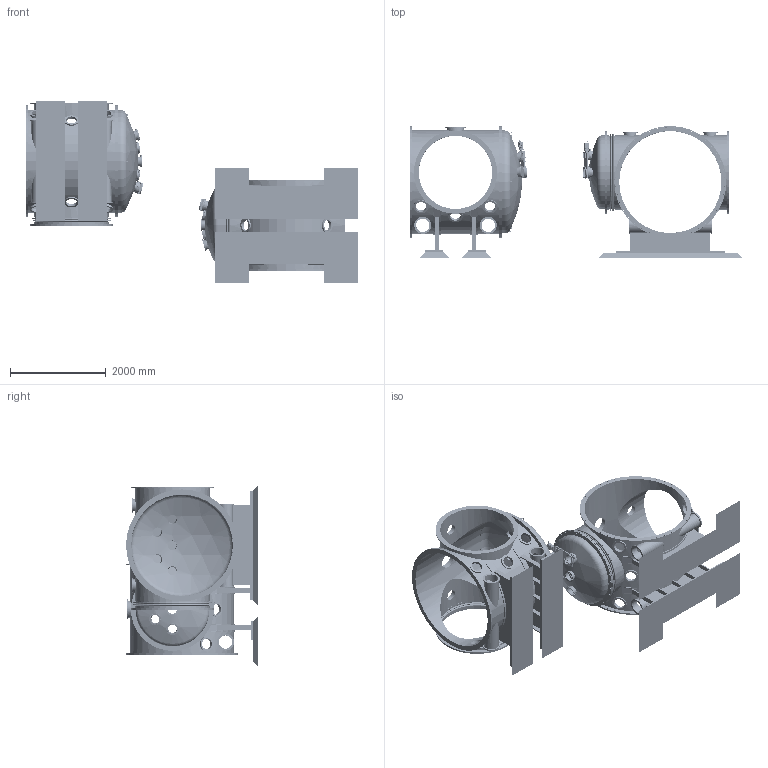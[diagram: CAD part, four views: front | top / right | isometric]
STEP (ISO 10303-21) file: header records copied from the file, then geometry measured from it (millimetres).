
FILE_DESCRIPTION (( 'STEP AP214' ), '1' );
FILE_NAME ('D2000591-LHO.STEP', '2020-11-19T13:12:22', ( '' ), ( '' ), 'SwSTEP 2.0', 'SolidWorks 2020', '' );
FILE_SCHEMA (( 'AUTOMOTIVE_DESIGN' ));
Length unit declared in the file: millimetre
Products named in the file (16): D2000591-LHO; AXFX ViewPort for 84in ICD Cover (HAM Chamber)_Port A2F4; D1900267 A+ VE HAM7-H1, Vacuum Equipment Assembly_Simplified; D2000080 A+, VE, HAM7-H1, 60in Door; 10846-UE01 ; D1900495 aLIGO, VE, HAM5-H1, 84in Door_84" HAM DOOR COVER WELDMENT<As Machined>; D1900495 aLIGO, VE, HAM5-H1, 84in Door; D060160-HAM_Shell_Weldment_ICD_Simplified; AXFX ViewPort for 84in ICD Cover (HAM Chamber)_Port A2F5; D1900365 A+ SYS HAM7-H1 Top Level Chamber Assembly_VAC. EQUIP. ONLY; D060160-HAM_Shell_Weldment_ICD_A+; D0901130 AdvLIGO VE HAM5-H1, Vacuum Equipment Assembly_Simplified; AXFX ViewPort for 84in ICD Cover (HAM Chamber)_Port A2F1; AXFX ViewPort for 84in ICD Cover (HAM Chamber)_Port A2F3; AXFX ViewPort for 84in ICD Cover (HAM Chamber)_Port A2F2
Assembly tree (16 placements, depth 5):
  D2000591-LHO
    D0901130 AdvLIGO VE HAM5-H1, Vacuum Equipment Assembly_Simplified
      D060160-HAM_Shell_Weldment_ICD_Simplified
      D1900495 aLIGO, VE, HAM5-H1, 84in Door
        D1900495 aLIGO, VE, HAM5-H1, 84in Door_84" HAM DOOR COVER WELDMENT<As Machined>
        AXFX ViewPort for 84in ICD Cover (HAM Chamber)_Port A2F5
        AXFX ViewPort for 84in ICD Cover (HAM Chamber)_Port A2F4
        AXFX ViewPort for 84in ICD Cover (HAM Chamber)_Port A2F3
        AXFX ViewPort for 84in ICD Cover (HAM Chamber)_Port A2F1
        AXFX ViewPort for 84in ICD Cover (HAM Chamber)_Port A2F2
    D1900365 A+ SYS HAM7-H1 Top Level Chamber Assembly_VAC. EQUIP. ONLY
      D1900267 A+ VE HAM7-H1, Vacuum Equipment Assembly_Simplified
        D060160-HAM_Shell_Weldment_ICD_A+
        D2000080 A+, VE, HAM7-H1, 60in Door
          D2000080 A+, VE, HAM7-H1, 60in Door
    10846-UE01   x2
Bounding box: 6949.66 x 2760.57 x 3794.07 mm (x, y, z)
Volume: 1533251338.8 mm3; surface area: 119432626.7 mm2
Topology: 104 solids, 128 shells, 4825 faces, 12733 edges, 8480 vertices
Faces by surface type: plane 2542, cylinder 1368, cone 493, bspline 382, torus 28, sphere 12
Full cylindrical faces by diameter (mm): 2.1 x2, 2.8 x2, 3 x2, 3.3 x8, 4 x10, 4.35 x10, 4.5 x4, 4.625 x4, 5 x16, 5.4 x4, 5.85 x2, 5.97 x2, 5.994 x4, 6 x12, 6.1 x2, 6.15 x2, 6.45 x8, 7 x2, 7.01 x96, 7.1 x2, 8 x4, 8.3 x2, 8.433 x240, 8.45 x4, 8.5 x30, 8.75 x8, 8.982 x2, 10 x18, 10.15 x8, 10.5 x8
Entity records: 144203 total; most frequent: CARTESIAN_POINT 42654, DIRECTION 15005, ORIENTED_EDGE 13898, EDGE_CURVE 6949, EDGE_LOOP 5857, AXIS2_PLACEMENT_3D 5538, VERTEX_POINT 5264, FACE_OUTER_BOUND 4179
